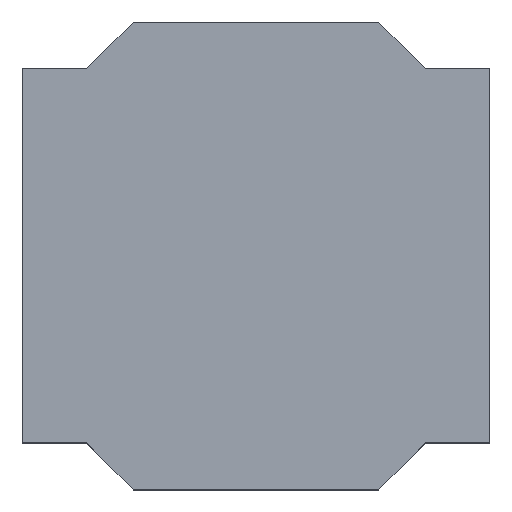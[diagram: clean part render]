
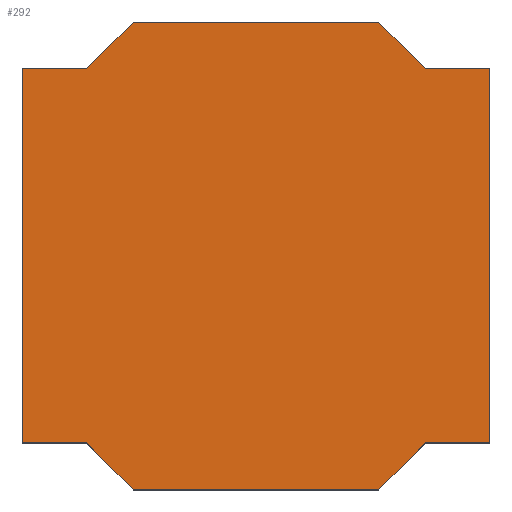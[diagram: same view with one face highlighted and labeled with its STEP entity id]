
A CAD part, top view. The second image highlights one B-rep face of the part: STEP entity #292.
In plain terms, the highlighted planar face has unit normal (0, 0, 1).
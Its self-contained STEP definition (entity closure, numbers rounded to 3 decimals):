
#292=ADVANCED_FACE('',(#505),#507,.T.);
#505=FACE_BOUND('',#506,.T.);
#506=EDGE_LOOP('',(#650,#651,#652,#653,#654,#655,#656,#657,#658,#659,#660,#661));
#507=PLANE('',#508);
#508=AXIS2_PLACEMENT_3D('',#509,#510,#511);
#509=CARTESIAN_POINT('',(0.,0.,1.8));
#510=DIRECTION('',(0.,0.,1.));
#511=DIRECTION('',(0.,-1.,0.));
#650=ORIENTED_EDGE('',*,*,#745,.T.);
#651=ORIENTED_EDGE('',*,*,#739,.T.);
#652=ORIENTED_EDGE('',*,*,#733,.T.);
#653=ORIENTED_EDGE('',*,*,#727,.T.);
#654=ORIENTED_EDGE('',*,*,#721,.T.);
#655=ORIENTED_EDGE('',*,*,#715,.T.);
#656=ORIENTED_EDGE('',*,*,#709,.T.);
#657=ORIENTED_EDGE('',*,*,#703,.T.);
#658=ORIENTED_EDGE('',*,*,#697,.T.);
#659=ORIENTED_EDGE('',*,*,#691,.T.);
#660=ORIENTED_EDGE('',*,*,#685,.T.);
#661=ORIENTED_EDGE('',*,*,#678,.T.);
#678=EDGE_CURVE('',#755,#753,#756,.T.);
#685=EDGE_CURVE('',#768,#755,#769,.T.);
#691=EDGE_CURVE('',#778,#768,#779,.T.);
#697=EDGE_CURVE('',#788,#778,#789,.T.);
#703=EDGE_CURVE('',#798,#788,#799,.T.);
#709=EDGE_CURVE('',#808,#798,#809,.T.);
#715=EDGE_CURVE('',#818,#808,#819,.T.);
#721=EDGE_CURVE('',#828,#818,#829,.T.);
#727=EDGE_CURVE('',#838,#828,#839,.T.);
#733=EDGE_CURVE('',#848,#838,#849,.T.);
#739=EDGE_CURVE('',#858,#848,#859,.T.);
#745=EDGE_CURVE('',#753,#858,#867,.T.);
#753=VERTEX_POINT('',#879);
#755=VERTEX_POINT('',#883);
#756=LINE('',#884,#885);
#768=VERTEX_POINT('',#910);
#769=LINE('',#911,#912);
#778=VERTEX_POINT('',#932);
#779=LINE('',#933,#934);
#788=VERTEX_POINT('',#954);
#789=LINE('',#955,#956);
#798=VERTEX_POINT('',#976);
#799=LINE('',#977,#978);
#808=VERTEX_POINT('',#998);
#809=LINE('',#999,#1000);
#818=VERTEX_POINT('',#1020);
#819=LINE('',#1021,#1022);
#828=VERTEX_POINT('',#1042);
#829=LINE('',#1043,#1044);
#838=VERTEX_POINT('',#1064);
#839=LINE('',#1065,#1066);
#848=VERTEX_POINT('',#1086);
#849=LINE('',#1087,#1088);
#858=VERTEX_POINT('',#1108);
#859=LINE('',#1109,#1110);
#867=LINE('',#1129,#1130);
#879=CARTESIAN_POINT('',(2.,1.6,1.8));
#883=CARTESIAN_POINT('',(2.,-1.6,1.8));
#884=CARTESIAN_POINT('',(2.,-1.6,1.8));
#885=VECTOR('',#886,1.);
#886=DIRECTION('',(0.,1.,0.));
#910=CARTESIAN_POINT('',(1.45,-1.6,1.8));
#911=CARTESIAN_POINT('',(1.45,-1.6,1.8));
#912=VECTOR('',#913,1.);
#913=DIRECTION('',(1.,0.,0.));
#932=CARTESIAN_POINT('',(1.05,-2.,1.8));
#933=CARTESIAN_POINT('',(1.05,-2.,1.8));
#934=VECTOR('',#935,1.);
#935=DIRECTION('',(0.707,0.707,0.));
#954=CARTESIAN_POINT('',(-1.05,-2.,1.8));
#955=CARTESIAN_POINT('',(-1.05,-2.,1.8));
#956=VECTOR('',#957,1.);
#957=DIRECTION('',(1.,0.,0.));
#976=CARTESIAN_POINT('',(-1.45,-1.6,1.8));
#977=CARTESIAN_POINT('',(-1.45,-1.6,1.8));
#978=VECTOR('',#979,1.);
#979=DIRECTION('',(0.707,-0.707,0.));
#998=CARTESIAN_POINT('',(-2.,-1.6,1.8));
#999=CARTESIAN_POINT('',(-2.,-1.6,1.8));
#1000=VECTOR('',#1001,1.);
#1001=DIRECTION('',(1.,0.,0.));
#1020=CARTESIAN_POINT('',(-2.,1.6,1.8));
#1021=CARTESIAN_POINT('',(-2.,1.6,1.8));
#1022=VECTOR('',#1023,1.);
#1023=DIRECTION('',(0.,-1.,0.));
#1042=CARTESIAN_POINT('',(-1.45,1.6,1.8));
#1043=CARTESIAN_POINT('',(-1.45,1.6,1.8));
#1044=VECTOR('',#1045,1.);
#1045=DIRECTION('',(-1.,0.,0.));
#1064=CARTESIAN_POINT('',(-1.05,2.,1.8));
#1065=CARTESIAN_POINT('',(-1.05,2.,1.8));
#1066=VECTOR('',#1067,1.);
#1067=DIRECTION('',(-0.707,-0.707,0.));
#1086=CARTESIAN_POINT('',(1.05,2.,1.8));
#1087=CARTESIAN_POINT('',(1.05,2.,1.8));
#1088=VECTOR('',#1089,1.);
#1089=DIRECTION('',(-1.,0.,0.));
#1108=CARTESIAN_POINT('',(1.45,1.6,1.8));
#1109=CARTESIAN_POINT('',(1.45,1.6,1.8));
#1110=VECTOR('',#1111,1.);
#1111=DIRECTION('',(-0.707,0.707,0.));
#1129=CARTESIAN_POINT('',(2.,1.6,1.8));
#1130=VECTOR('',#1131,1.);
#1131=DIRECTION('',(-1.,0.,0.));
